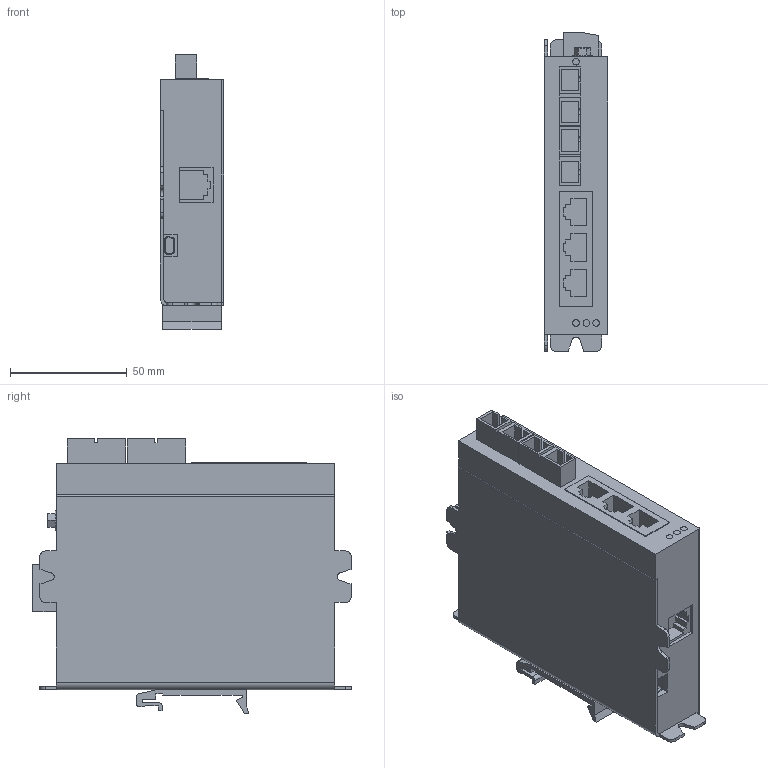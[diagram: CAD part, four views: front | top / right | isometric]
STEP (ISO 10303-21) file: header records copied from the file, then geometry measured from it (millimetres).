
FILE_DESCRIPTION (( 'STEP AP214' ), '1' );
FILE_NAME ('SE-SW5M-2SC.STEP', '2012-03-06T19:12:32', ( ' ' ), ( ' ' ), 'SwSTEP 2.0', 'SolidWorks 2011', '' );
FILE_SCHEMA (( 'AUTOMOTIVE_DESIGN' ));
Length unit declared in the file: inch
Products named in the file (1): SE-SW5M-2SC
Bounding box: 27.18 x 136.65 x 117.76 mm (x, y, z)
Volume: 319849.4 mm3; surface area: 68694.6 mm2
Topology: 1 solids, 1 shells, 366 faces, 990 edges, 648 vertices
Faces by surface type: plane 320, cylinder 46
Full cylindrical faces by diameter (mm): 2.794 x4, 3.81 x4, 8.382 x1
Entity records: 15011 total; most frequent: CARTESIAN_POINT 1988, ORIENTED_EDGE 1954, DIRECTION 1827, EDGE_CURVE 977, VECTOR 861, LINE 861, VERTEX_POINT 644, AXIS2_PLACEMENT_3D 483
